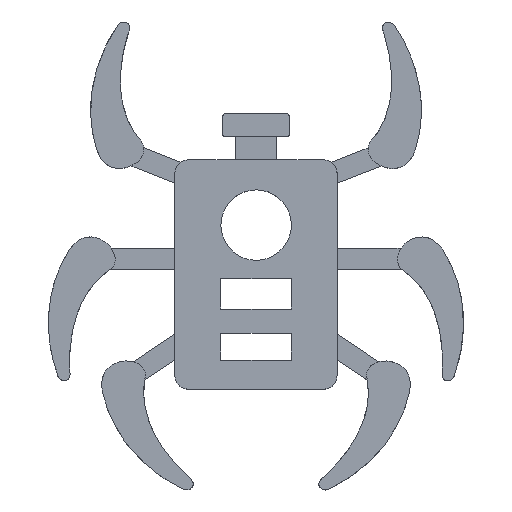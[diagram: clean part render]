
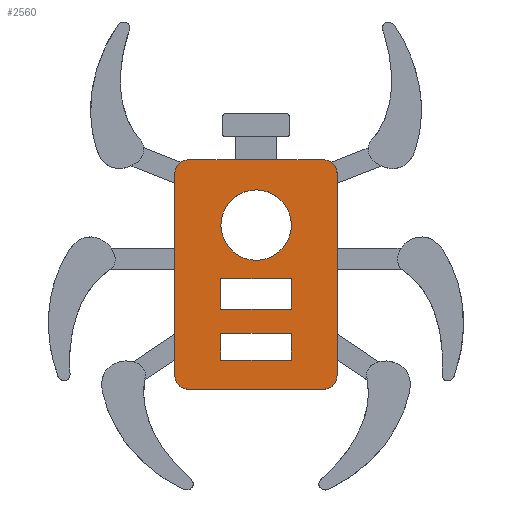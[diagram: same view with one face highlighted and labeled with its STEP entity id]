
A CAD part, top view. The second image highlights one B-rep face of the part: STEP entity #2560.
In plain terms, the highlighted planar face has unit normal (0, 0, 1).
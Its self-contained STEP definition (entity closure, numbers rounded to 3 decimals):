
#15=FACE_BOUND('',#453,.T.);
#16=FACE_BOUND('',#454,.T.);
#17=FACE_BOUND('',#455,.T.);
#23=CIRCLE('',#2683,0.45);
#25=CIRCLE('',#2687,0.45);
#27=CIRCLE('',#2699,1.167);
#30=CIRCLE('',#2706,0.45);
#32=CIRCLE('',#2710,0.45);
#314=FACE_OUTER_BOUND('',#452,.T.);
#452=EDGE_LOOP('',(#1910,#1911,#1912,#1913,#1914,#1915,#1916,#1917,#1918,
#1919));
#453=EDGE_LOOP('',(#1920));
#454=EDGE_LOOP('',(#1921,#1922,#1923,#1924));
#455=EDGE_LOOP('',(#1925,#1926,#1927,#1928));
#600=LINE('',#3722,#832);
#608=LINE('',#3745,#840);
#620=LINE('',#3770,#852);
#623=LINE('',#3776,#855);
#626=LINE('',#3782,#858);
#629=LINE('',#3786,#861);
#632=LINE('',#3794,#864);
#635=LINE('',#3800,#867);
#638=LINE('',#3806,#870);
#641=LINE('',#3810,#873);
#644=LINE('',#3820,#876);
#648=LINE('',#3826,#880);
#650=LINE('',#3831,#882);
#664=LINE('',#3863,#896);
#832=VECTOR('',#2887,10.);
#840=VECTOR('',#2905,10.);
#852=VECTOR('',#2919,10.);
#855=VECTOR('',#2924,10.);
#858=VECTOR('',#2929,10.);
#861=VECTOR('',#2934,10.);
#864=VECTOR('',#2939,10.);
#867=VECTOR('',#2944,10.);
#870=VECTOR('',#2949,10.);
#873=VECTOR('',#2954,10.);
#876=VECTOR('',#2965,10.);
#880=VECTOR('',#2971,10.);
#882=VECTOR('',#2975,10.);
#896=VECTOR('',#2997,10.);
#1075=VERTEX_POINT('',#3710);
#1076=VERTEX_POINT('',#3712);
#1079=VERTEX_POINT('',#3719);
#1080=VERTEX_POINT('',#3721);
#1083=VERTEX_POINT('',#3728);
#1084=VERTEX_POINT('',#3730);
#1090=VERTEX_POINT('',#3743);
#1101=VERTEX_POINT('',#3767);
#1102=VERTEX_POINT('',#3769);
#1104=VERTEX_POINT('',#3775);
#1106=VERTEX_POINT('',#3781);
#1109=VERTEX_POINT('',#3791);
#1110=VERTEX_POINT('',#3793);
#1112=VERTEX_POINT('',#3799);
#1114=VERTEX_POINT('',#3805);
#1115=VERTEX_POINT('',#3812);
#1120=VERTEX_POINT('',#3830);
#1132=VERTEX_POINT('',#3856);
#1134=VERTEX_POINT('',#3862);
#1361=EDGE_CURVE('',#1076,#1075,#23,.T.);
#1365=EDGE_CURVE('',#1080,#1079,#600,.T.);
#1369=EDGE_CURVE('',#1084,#1083,#25,.T.);
#1376=EDGE_CURVE('',#1083,#1090,#608,.T.);
#1388=EDGE_CURVE('',#1102,#1101,#620,.T.);
#1391=EDGE_CURVE('',#1104,#1102,#623,.T.);
#1394=EDGE_CURVE('',#1106,#1104,#626,.T.);
#1397=EDGE_CURVE('',#1101,#1106,#629,.T.);
#1400=EDGE_CURVE('',#1110,#1109,#632,.T.);
#1403=EDGE_CURVE('',#1112,#1110,#635,.T.);
#1406=EDGE_CURVE('',#1114,#1112,#638,.T.);
#1409=EDGE_CURVE('',#1109,#1114,#641,.T.);
#1410=EDGE_CURVE('',#1115,#1115,#27,.T.);
#1414=EDGE_CURVE('',#1079,#1084,#644,.T.);
#1418=EDGE_CURVE('',#1075,#1080,#648,.T.);
#1420=EDGE_CURVE('',#1120,#1076,#650,.T.);
#1433=EDGE_CURVE('',#1132,#1120,#30,.T.);
#1436=EDGE_CURVE('',#1134,#1132,#664,.T.);
#1439=EDGE_CURVE('',#1090,#1134,#32,.T.);
#1910=ORIENTED_EDGE('',*,*,#1376,.T.);
#1911=ORIENTED_EDGE('',*,*,#1439,.T.);
#1912=ORIENTED_EDGE('',*,*,#1436,.T.);
#1913=ORIENTED_EDGE('',*,*,#1433,.T.);
#1914=ORIENTED_EDGE('',*,*,#1420,.T.);
#1915=ORIENTED_EDGE('',*,*,#1361,.T.);
#1916=ORIENTED_EDGE('',*,*,#1418,.T.);
#1917=ORIENTED_EDGE('',*,*,#1365,.T.);
#1918=ORIENTED_EDGE('',*,*,#1414,.T.);
#1919=ORIENTED_EDGE('',*,*,#1369,.T.);
#1920=ORIENTED_EDGE('',*,*,#1410,.T.);
#1921=ORIENTED_EDGE('',*,*,#1409,.T.);
#1922=ORIENTED_EDGE('',*,*,#1406,.T.);
#1923=ORIENTED_EDGE('',*,*,#1403,.T.);
#1924=ORIENTED_EDGE('',*,*,#1400,.T.);
#1925=ORIENTED_EDGE('',*,*,#1397,.T.);
#1926=ORIENTED_EDGE('',*,*,#1394,.T.);
#1927=ORIENTED_EDGE('',*,*,#1391,.T.);
#1928=ORIENTED_EDGE('',*,*,#1388,.T.);
#2478=PLANE('',#2711);
#2560=ADVANCED_FACE('',(#314,#15,#16,#17),#2478,.T.);
#2683=AXIS2_PLACEMENT_3D('',#3713,#2880,#2881);
#2687=AXIS2_PLACEMENT_3D('',#3731,#2894,#2895);
#2699=AXIS2_PLACEMENT_3D('',#3813,#2957,#2958);
#2706=AXIS2_PLACEMENT_3D('',#3857,#2991,#2992);
#2710=AXIS2_PLACEMENT_3D('',#3867,#3003,#3004);
#2711=AXIS2_PLACEMENT_3D('',#3868,#3005,#3006);
#2880=DIRECTION('center_axis',(0.,0.,1.));
#2881=DIRECTION('ref_axis',(1.,0.,0.));
#2887=DIRECTION('',(-1.,0.,0.));
#2894=DIRECTION('center_axis',(0.,0.,1.));
#2895=DIRECTION('ref_axis',(0.,1.,0.));
#2905=DIRECTION('',(0.,-1.,0.));
#2919=DIRECTION('',(-1.,0.,0.));
#2924=DIRECTION('',(0.,-1.,0.));
#2929=DIRECTION('',(1.,0.,0.));
#2934=DIRECTION('',(0.,1.,0.));
#2939=DIRECTION('',(-1.,0.,0.));
#2944=DIRECTION('',(0.,-1.,0.));
#2949=DIRECTION('',(1.,0.,0.));
#2954=DIRECTION('',(0.,1.,0.));
#2957=DIRECTION('center_axis',(0.,0.,-1.));
#2958=DIRECTION('ref_axis',(1.,0.,0.));
#2965=DIRECTION('',(-1.,-0.005,0.));
#2971=DIRECTION('',(-1.,0.005,0.));
#2975=DIRECTION('',(0.,1.,0.));
#2991=DIRECTION('center_axis',(0.,0.,1.));
#2992=DIRECTION('ref_axis',(0.,-1.,0.));
#2997=DIRECTION('',(1.,0.,0.));
#3003=DIRECTION('center_axis',(0.,0.,1.));
#3004=DIRECTION('ref_axis',(-1.,0.,0.));
#3005=DIRECTION('center_axis',(0.,0.,1.));
#3006=DIRECTION('ref_axis',(1.,0.,0.));
#3710=CARTESIAN_POINT('',(50.255,-45.674,1.));
#3712=CARTESIAN_POINT('',(50.705,-46.124,1.));
#3713=CARTESIAN_POINT('Origin',(50.255,-46.124,1.));
#3719=CARTESIAN_POINT('',(47.338,-45.667,1.));
#3721=CARTESIAN_POINT('',(48.703,-45.667,1.));
#3722=CARTESIAN_POINT('',(47.338,-45.667,1.));
#3728=CARTESIAN_POINT('',(45.335,-46.124,1.));
#3730=CARTESIAN_POINT('',(45.785,-45.674,1.));
#3731=CARTESIAN_POINT('Origin',(45.785,-46.124,1.));
#3743=CARTESIAN_POINT('',(45.335,-52.816,1.));
#3745=CARTESIAN_POINT('',(45.335,-46.124,1.));
#3767=CARTESIAN_POINT('',(46.855,-50.612,1.));
#3769=CARTESIAN_POINT('',(49.188,-50.612,1.));
#3770=CARTESIAN_POINT('',(49.188,-50.612,1.));
#3775=CARTESIAN_POINT('',(49.188,-49.612,1.));
#3776=CARTESIAN_POINT('',(49.188,-50.612,1.));
#3781=CARTESIAN_POINT('',(46.855,-49.612,1.));
#3782=CARTESIAN_POINT('',(49.188,-49.612,1.));
#3786=CARTESIAN_POINT('',(46.855,-50.612,1.));
#3791=CARTESIAN_POINT('',(46.855,-52.309,1.));
#3793=CARTESIAN_POINT('',(49.188,-52.309,1.));
#3794=CARTESIAN_POINT('',(49.188,-52.309,1.));
#3799=CARTESIAN_POINT('',(49.188,-51.421,1.));
#3800=CARTESIAN_POINT('',(49.188,-52.309,1.));
#3805=CARTESIAN_POINT('',(46.855,-51.421,1.));
#3806=CARTESIAN_POINT('',(49.188,-51.421,1.));
#3810=CARTESIAN_POINT('',(46.855,-52.309,1.));
#3812=CARTESIAN_POINT('',(46.859,-47.834,1.));
#3813=CARTESIAN_POINT('Origin',(48.026,-47.834,1.));
#3820=CARTESIAN_POINT('',(47.338,-45.667,1.));
#3826=CARTESIAN_POINT('',(48.703,-45.667,1.));
#3830=CARTESIAN_POINT('',(50.705,-52.816,1.));
#3831=CARTESIAN_POINT('',(50.705,-46.124,1.));
#3856=CARTESIAN_POINT('',(50.255,-53.266,1.));
#3857=CARTESIAN_POINT('Origin',(50.255,-52.816,1.));
#3862=CARTESIAN_POINT('',(45.785,-53.266,1.));
#3863=CARTESIAN_POINT('',(50.255,-53.266,1.));
#3867=CARTESIAN_POINT('Origin',(45.785,-52.816,1.));
#3868=CARTESIAN_POINT('Origin',(48.021,-48.843,1.));
